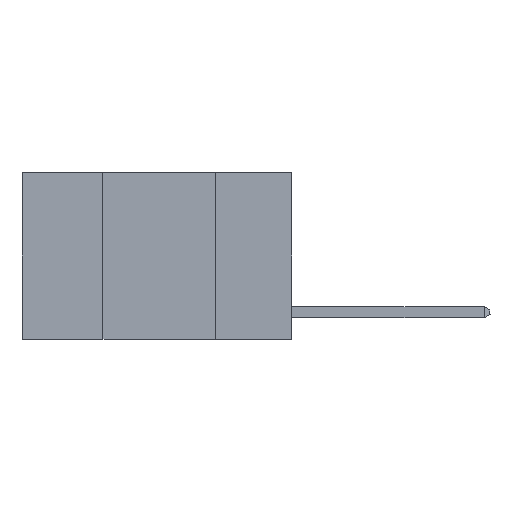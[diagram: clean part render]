
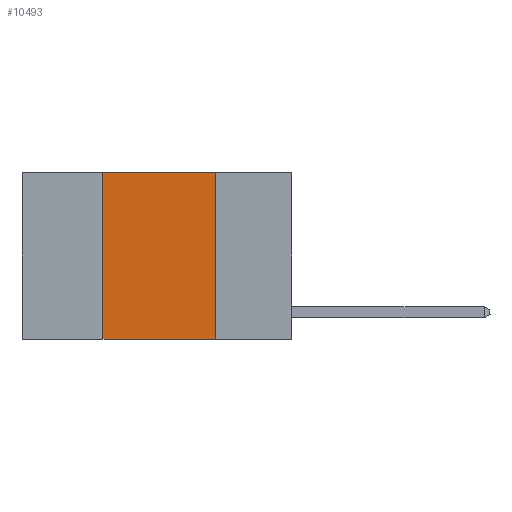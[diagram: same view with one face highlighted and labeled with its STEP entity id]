
A CAD part, left-side view. The second image highlights one B-rep face of the part: STEP entity #10493.
In plain terms, the highlighted planar face has unit normal (-1, 0, 0).
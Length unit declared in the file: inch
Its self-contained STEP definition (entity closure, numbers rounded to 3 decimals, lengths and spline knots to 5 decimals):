
#1128 = AXIS2_PLACEMENT_3D ( 'NONE', #25290, #27517, #14052 ) ;
#1246 = CARTESIAN_POINT ( 'NONE',  ( 0., 0.42, 0. ) ) ;
#3118 = ORIENTED_EDGE ( 'NONE', *, *, #17215, .F. ) ;
#3883 = ORIENTED_EDGE ( 'NONE', *, *, #19109, .F. ) ;
#4341 = CARTESIAN_POINT ( 'NONE',  ( 0., 0.6, -0.37 ) ) ;
#4374 = VERTEX_POINT ( 'NONE', #16677 ) ;
#4665 = VECTOR ( 'NONE', #14463, 39.37008 ) ;
#5493 = VECTOR ( 'NONE', #13651, 39.37008 ) ;
#7878 = VERTEX_POINT ( 'NONE', #19528 ) ;
#8003 = CARTESIAN_POINT ( 'NONE',  ( 0., 0.6, 0. ) ) ;
#8399 = ORIENTED_EDGE ( 'NONE', *, *, #21466, .F. ) ;
#8408 = CARTESIAN_POINT ( 'NONE',  ( 0., 0.42, 0. ) ) ;
#9102 = FACE_OUTER_BOUND ( 'NONE', #17024, .T. ) ;
#9617 = CARTESIAN_POINT ( 'NONE',  ( 0., 0.42, -0.37 ) ) ;
#10493 = ADVANCED_FACE ( 'NONE', ( #9102 ), #23073, .F. ) ;
#10655 = LINE ( 'NONE', #8003, #22087 ) ;
#12127 = CARTESIAN_POINT ( 'NONE',  ( 0., 0.17, 0. ) ) ;
#12646 = DIRECTION ( 'NONE',  ( 0., -1., 0. ) ) ;
#13651 = DIRECTION ( 'NONE',  ( 0., -1., 0. ) ) ;
#14052 = DIRECTION ( 'NONE',  ( 0., 0., -1. ) ) ;
#14463 = DIRECTION ( 'NONE',  ( 0., 0., -1. ) ) ;
#15007 = ORIENTED_EDGE ( 'NONE', *, *, #17420, .T. ) ;
#16677 = CARTESIAN_POINT ( 'NONE',  ( 0., 0.17, -0.37 ) ) ;
#17024 = EDGE_LOOP ( 'NONE', ( #8399, #3883, #3118, #15007 ) ) ;
#17215 = EDGE_CURVE ( 'NONE', #22303, #22093, #28238, .T. ) ;
#17420 = EDGE_CURVE ( 'NONE', #22303, #4374, #17786, .T. ) ;
#17671 = DIRECTION ( 'NONE',  ( 0., 0., 1. ) ) ;
#17786 = LINE ( 'NONE', #4341, #5493 ) ;
#19109 = EDGE_CURVE ( 'NONE', #22093, #7878, #10655, .T. ) ;
#19528 = CARTESIAN_POINT ( 'NONE',  ( 0., 0.17, 0. ) ) ;
#21466 = EDGE_CURVE ( 'NONE', #7878, #4374, #28164, .T. ) ;
#22087 = VECTOR ( 'NONE', #12646, 39.37008 ) ;
#22093 = VERTEX_POINT ( 'NONE', #1246 ) ;
#22303 = VERTEX_POINT ( 'NONE', #9617 ) ;
#22346 = VECTOR ( 'NONE', #17671, 39.37008 ) ;
#23073 = PLANE ( 'NONE',  #1128 ) ;
#25290 = CARTESIAN_POINT ( 'NONE',  ( 0., 0.6, 0. ) ) ;
#27517 = DIRECTION ( 'NONE',  ( 1., 0., 0. ) ) ;
#28164 = LINE ( 'NONE', #12127, #4665 ) ;
#28238 = LINE ( 'NONE', #8408, #22346 ) ;
